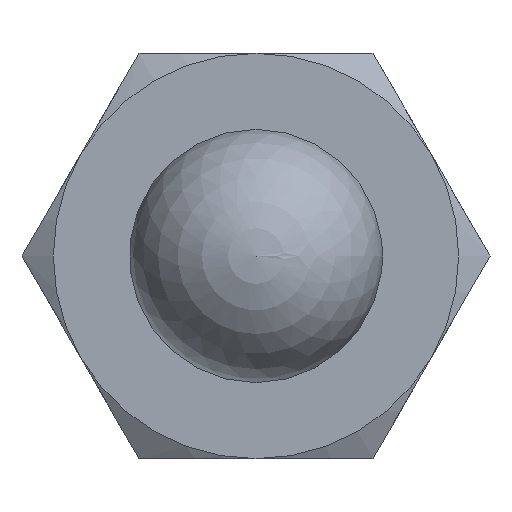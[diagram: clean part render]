
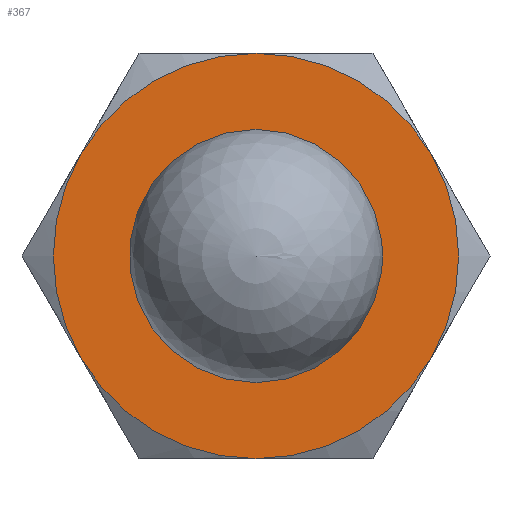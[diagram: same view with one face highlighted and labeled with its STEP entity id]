
A CAD part, left-side view. The second image highlights one B-rep face of the part: STEP entity #367.
In plain terms, the highlighted planar face has unit normal (-1, 0, 0).
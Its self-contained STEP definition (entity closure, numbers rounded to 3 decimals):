
#15=FACE_BOUND('',#95,.T.);
#45=PLANE('',#434);
#69=FACE_OUTER_BOUND('',#94,.T.);
#94=EDGE_LOOP('',(#321,#322,#323,#324,#325,#326));
#95=EDGE_LOOP('',(#327));
#134=CIRCLE('',#423,6.);
#135=CIRCLE('',#425,12.);
#136=CIRCLE('',#427,12.);
#137=CIRCLE('',#429,12.);
#138=CIRCLE('',#431,12.);
#139=CIRCLE('',#433,12.);
#140=CIRCLE('',#435,12.);
#157=VERTEX_POINT('',#615);
#160=VERTEX_POINT('',#627);
#162=VERTEX_POINT('',#637);
#164=VERTEX_POINT('',#647);
#166=VERTEX_POINT('',#657);
#167=VERTEX_POINT('',#665);
#171=VERTEX_POINT('',#680);
#218=EDGE_CURVE('',#171,#171,#134,.T.);
#219=EDGE_CURVE('',#160,#162,#135,.T.);
#220=EDGE_CURVE('',#157,#160,#136,.T.);
#221=EDGE_CURVE('',#166,#167,#137,.T.);
#222=EDGE_CURVE('',#164,#166,#138,.T.);
#223=EDGE_CURVE('',#162,#164,#139,.T.);
#224=EDGE_CURVE('',#167,#157,#140,.T.);
#321=ORIENTED_EDGE('',*,*,#219,.T.);
#322=ORIENTED_EDGE('',*,*,#223,.T.);
#323=ORIENTED_EDGE('',*,*,#222,.T.);
#324=ORIENTED_EDGE('',*,*,#221,.T.);
#325=ORIENTED_EDGE('',*,*,#224,.T.);
#326=ORIENTED_EDGE('',*,*,#220,.T.);
#327=ORIENTED_EDGE('',*,*,#218,.F.);
#367=ADVANCED_FACE('',(#69,#15),#45,.F.);
#423=AXIS2_PLACEMENT_3D('',#682,#510,#511);
#425=AXIS2_PLACEMENT_3D('',#684,#514,#515);
#427=AXIS2_PLACEMENT_3D('',#686,#518,#519);
#429=AXIS2_PLACEMENT_3D('',#688,#522,#523);
#431=AXIS2_PLACEMENT_3D('',#690,#526,#527);
#433=AXIS2_PLACEMENT_3D('',#692,#530,#531);
#434=AXIS2_PLACEMENT_3D('',#693,#532,#533);
#435=AXIS2_PLACEMENT_3D('',#694,#534,#535);
#510=DIRECTION('center_axis',(-1.,0.,0.));
#511=DIRECTION('ref_axis',(0.,0.,1.));
#514=DIRECTION('center_axis',(-1.,0.,0.));
#515=DIRECTION('ref_axis',(0.,0.,1.));
#518=DIRECTION('center_axis',(-1.,0.,0.));
#519=DIRECTION('ref_axis',(0.,0.,1.));
#522=DIRECTION('center_axis',(-1.,0.,0.));
#523=DIRECTION('ref_axis',(0.,0.,1.));
#526=DIRECTION('center_axis',(-1.,0.,0.));
#527=DIRECTION('ref_axis',(0.,0.,1.));
#530=DIRECTION('center_axis',(-1.,0.,0.));
#531=DIRECTION('ref_axis',(0.,0.,1.));
#532=DIRECTION('center_axis',(1.,0.,0.));
#533=DIRECTION('ref_axis',(0.,0.,-1.));
#534=DIRECTION('center_axis',(-1.,0.,0.));
#535=DIRECTION('ref_axis',(0.,0.,1.));
#615=CARTESIAN_POINT('',(7.,10.392,-6.));
#627=CARTESIAN_POINT('',(7.,0.,-12.));
#637=CARTESIAN_POINT('',(7.,-10.392,-6.));
#647=CARTESIAN_POINT('',(7.,-10.392,6.));
#657=CARTESIAN_POINT('',(7.,0.,12.));
#665=CARTESIAN_POINT('',(7.,10.392,6.));
#680=CARTESIAN_POINT('',(7.,0.,-6.));
#682=CARTESIAN_POINT('Origin',(7.,0.,0.));
#684=CARTESIAN_POINT('Origin',(7.,0.,0.));
#686=CARTESIAN_POINT('Origin',(7.,0.,0.));
#688=CARTESIAN_POINT('Origin',(7.,0.,0.));
#690=CARTESIAN_POINT('Origin',(7.,0.,0.));
#692=CARTESIAN_POINT('Origin',(7.,0.,0.));
#693=CARTESIAN_POINT('Origin',(7.,-12.,0.));
#694=CARTESIAN_POINT('Origin',(7.,0.,0.));
